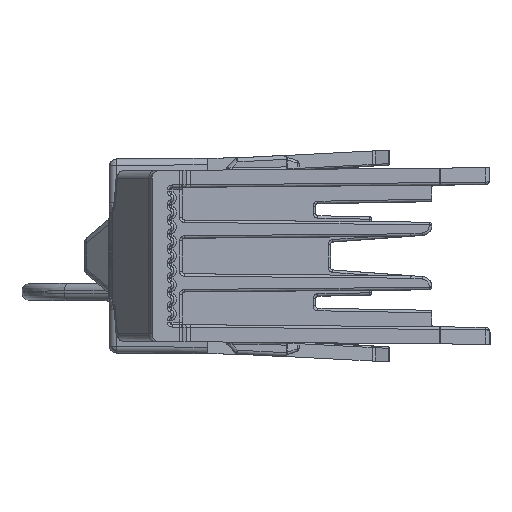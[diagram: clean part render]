
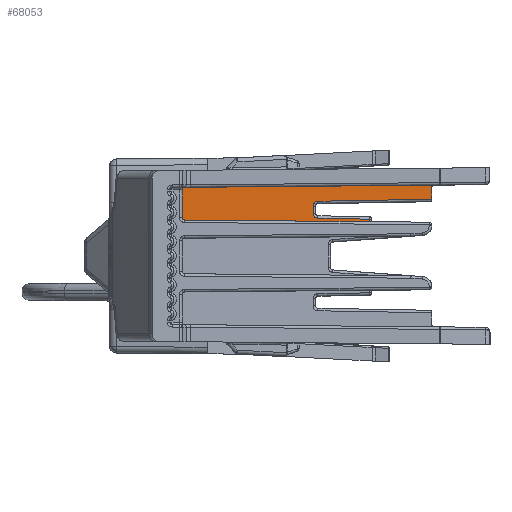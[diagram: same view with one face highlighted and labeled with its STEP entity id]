
A CAD part, left-side view. The second image highlights one B-rep face of the part: STEP entity #68053.
In plain terms, the highlighted planar face has unit normal (-1, -0.009, 0).
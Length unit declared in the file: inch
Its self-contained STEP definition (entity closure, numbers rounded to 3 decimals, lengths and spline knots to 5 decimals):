
#55 = DIRECTION ( 'NONE',  ( 0., 0., 1. ) ) ;
#678 = ORIENTED_EDGE ( 'NONE', *, *, #19415, .T. ) ;
#1049 = CARTESIAN_POINT ( 'NONE',  ( -1.66818, -0.75562, 0.14949 ) ) ;
#1794 = CARTESIAN_POINT ( 'NONE',  ( -1.66823, -0.75028, 0.21198 ) ) ;
#3489 = CARTESIAN_POINT ( 'NONE',  ( -1.66636, -0.96367, 0.14497 ) ) ;
#3999 = CARTESIAN_POINT ( 'NONE',  ( -1.67314, -0.18692, 0.14204 ) ) ;
#4818 = LINE ( 'NONE', #3999, #32408 ) ;
#5299 = EDGE_CURVE ( 'NONE', #62482, #98457, #31769, .T. ) ;
#5353 = DIRECTION ( 'NONE',  ( 0., 0., 1. ) ) ;
#6779 = VERTEX_POINT ( 'NONE', #123214 ) ;
#6863 = EDGE_CURVE ( 'NONE', #61148, #31742, #4818, .T. ) ;
#7732 = CARTESIAN_POINT ( 'NONE',  ( -1.67323, -0.17717, -0.55376 ) ) ;
#7920 = CARTESIAN_POINT ( 'NONE',  ( -1.66636, -0.96367, 0.14497 ) ) ;
#9126 = ORIENTED_EDGE ( 'NONE', *, *, #37360, .T. ) ;
#11411 = CARTESIAN_POINT ( 'NONE',  ( -1.66821, -0.75203, 0.15109 ) ) ;
#12168 = CARTESIAN_POINT ( 'NONE',  ( -1.6682, -0.75316, 0.21364 ) ) ;
#18165 = DIRECTION ( 'NONE',  ( 0.009, -1., 0. ) ) ;
#19142 = LINE ( 'NONE', #118609, #70872 ) ;
#19415 = EDGE_CURVE ( 'NONE', #56148, #96759, #47648, .T. ) ;
#20384 = LINE ( 'NONE', #97518, #126957 ) ;
#20822 = DIRECTION ( 'NONE',  ( 0., 0., -1. ) ) ;
#21874 = CARTESIAN_POINT ( 'NONE',  ( -1.66824, -0.74878, 0.15345 ) ) ;
#22637 = CARTESIAN_POINT ( 'NONE',  ( -1.66817, -0.75666, 0.21513 ) ) ;
#23616 = LINE ( 'NONE', #118175, #130145 ) ;
#23933 = LINE ( 'NONE', #3489, #103035 ) ;
#26201 = DIRECTION ( 'NONE',  ( 0.009, -1., 0.017 ) ) ;
#27550 = CARTESIAN_POINT ( 'NONE',  ( -1.66422, -1.20965, 0.22349 ) ) ;
#28334 = CARTESIAN_POINT ( 'NONE',  ( -1.66813, -0.76155, 0.21567 ) ) ;
#31742 = VERTEX_POINT ( 'NONE', #122027 ) ;
#31769 = LINE ( 'NONE', #89885, #117194 ) ;
#32198 = CARTESIAN_POINT ( 'NONE',  ( -1.6683, -0.74221, 0.19721 ) ) ;
#32326 = CARTESIAN_POINT ( 'NONE',  ( -1.66827, -0.7457, 0.15684 ) ) ;
#32408 = VECTOR ( 'NONE', #65849, 39.37008 ) ;
#32619 = CARTESIAN_POINT ( 'NONE',  ( -1.66829, -0.74278, 0.20081 ) ) ;
#33045 = CARTESIAN_POINT ( 'NONE',  ( -1.66813, -0.76155, 0.21567 ) ) ;
#36224 = EDGE_CURVE ( 'NONE', #6779, #61148, #39002, .T. ) ;
#37360 = EDGE_CURVE ( 'NONE', #95791, #132604, #23933, .T. ) ;
#39002 = LINE ( 'NONE', #61387, #118113 ) ;
#39542 = FACE_OUTER_BOUND ( 'NONE', #58488, .T. ) ;
#41388 = CARTESIAN_POINT ( 'NONE',  ( -1.66418, -1.21368, 0.27873 ) ) ;
#41938 = ORIENTED_EDGE ( 'NONE', *, *, #5299, .T. ) ;
#42545 = CARTESIAN_POINT ( 'NONE',  ( -1.66828, -0.7441, 0.15975 ) ) ;
#42872 = CARTESIAN_POINT ( 'NONE',  ( -1.66828, -0.74404, 0.20439 ) ) ;
#45304 = ORIENTED_EDGE ( 'NONE', *, *, #112880, .T. ) ;
#47648 = LINE ( 'NONE', #61903, #102641 ) ;
#52483 = CARTESIAN_POINT ( 'NONE',  ( -1.66422, -1.20965, 0.26894 ) ) ;
#52966 = CARTESIAN_POINT ( 'NONE',  ( -1.66829, -0.74266, 0.16328 ) ) ;
#53288 = CARTESIAN_POINT ( 'NONE',  ( -1.66826, -0.74606, 0.20776 ) ) ;
#56148 = VERTEX_POINT ( 'NONE', #27550 ) ;
#56926 = EDGE_CURVE ( 'NONE', #96759, #99196, #130596, .T. ) ;
#58488 = EDGE_LOOP ( 'NONE', ( #128310, #123646, #130987, #99847, #9126, #113076, #41938, #45304, #94630, #678, #118174 ) ) ;
#61022 = B_SPLINE_CURVE_WITH_KNOTS ( 'NONE', 3,
 ( #104006, #62459, #124749, #62922, #1049, #73388, #11411, #83771, #21874, #94116, #32326, #104442, #42545, #114792, #52966, #125201, #63356 ),
 .UNSPECIFIED., .F., .F.,
 ( 4, 2, 2, 2, 2, 1, 2, 2, 4 ),
 ( 0., 0.125, 0.25, 0.375, 0.5, 0.625, 0.6875, 0.75, 1. ),
 .UNSPECIFIED. ) ;
#61148 = VERTEX_POINT ( 'NONE', #119041 ) ;
#61387 = CARTESIAN_POINT ( 'NONE',  ( -1.67314, -0.18692, -0.55376 ) ) ;
#61903 = CARTESIAN_POINT ( 'NONE',  ( -1.66422, -1.20965, 0.26969 ) ) ;
#62459 = CARTESIAN_POINT ( 'NONE',  ( -1.66814, -0.76033, 0.14852 ) ) ;
#62482 = VERTEX_POINT ( 'NONE', #98864 ) ;
#62922 = CARTESIAN_POINT ( 'NONE',  ( -1.66817, -0.75674, 0.14915 ) ) ;
#63356 = CARTESIAN_POINT ( 'NONE',  ( -1.6683, -0.74221, 0.16818 ) ) ;
#63665 = CARTESIAN_POINT ( 'NONE',  ( -1.66824, -0.74877, 0.21073 ) ) ;
#64565 = AXIS2_PLACEMENT_3D ( 'NONE', #7732, #80046, #18165 ) ;
#65849 = DIRECTION ( 'NONE',  ( 0.009, -1., -0.009 ) ) ;
#67624 = CARTESIAN_POINT ( 'NONE',  ( -1.66813, -0.76155, 0.1485 ) ) ;
#68053 = ADVANCED_FACE ( 'NONE', ( #39542 ), #89921, .T. ) ;
#69614 = DIRECTION ( 'NONE',  ( 0., 0., 1. ) ) ;
#70289 = EDGE_CURVE ( 'NONE', #31742, #95791, #19142, .T. ) ;
#70872 = VECTOR ( 'NONE', #5353, 39.37008 ) ;
#73388 = CARTESIAN_POINT ( 'NONE',  ( -1.6682, -0.75319, 0.15047 ) ) ;
#74143 = CARTESIAN_POINT ( 'NONE',  ( -1.66821, -0.75198, 0.21301 ) ) ;
#75779 = DIRECTION ( 'NONE',  ( -0.009, 1., 0.017 ) ) ;
#80046 = DIRECTION ( 'NONE',  ( -1., -0.009, 0. ) ) ;
#83771 = CARTESIAN_POINT ( 'NONE',  ( -1.66823, -0.74985, 0.15256 ) ) ;
#84510 = CARTESIAN_POINT ( 'NONE',  ( -1.6682, -0.75384, 0.21396 ) ) ;
#89885 = CARTESIAN_POINT ( 'NONE',  ( -1.6683, -0.74221, -0.55376 ) ) ;
#89921 = PLANE ( 'NONE',  #64565 ) ;
#93340 = CARTESIAN_POINT ( 'NONE',  ( -1.66422, -1.20965, 0.26894 ) ) ;
#94116 = CARTESIAN_POINT ( 'NONE',  ( -1.66826, -0.74693, 0.15532 ) ) ;
#94442 = CARTESIAN_POINT ( 'NONE',  ( -1.6683, -0.74232, 0.19842 ) ) ;
#94630 = ORIENTED_EDGE ( 'NONE', *, *, #114096, .T. ) ;
#94865 = CARTESIAN_POINT ( 'NONE',  ( -1.66815, -0.75905, 0.21563 ) ) ;
#95791 = VERTEX_POINT ( 'NONE', #7920 ) ;
#96759 = VERTEX_POINT ( 'NONE', #52483 ) ;
#97518 = CARTESIAN_POINT ( 'NONE',  ( -1.66813, -0.76155, 0.21567 ) ) ;
#98457 = VERTEX_POINT ( 'NONE', #107298 ) ;
#98864 = CARTESIAN_POINT ( 'NONE',  ( -1.6683, -0.74221, 0.16818 ) ) ;
#99196 = VERTEX_POINT ( 'NONE', #112468 ) ;
#99847 = ORIENTED_EDGE ( 'NONE', *, *, #70289, .T. ) ;
#102641 = VECTOR ( 'NONE', #55, 39.37008 ) ;
#103035 = VECTOR ( 'NONE', #75779, 39.37008 ) ;
#103704 = CARTESIAN_POINT ( 'NONE',  ( -1.66413, -1.2194, 0.27878 ) ) ;
#104006 = CARTESIAN_POINT ( 'NONE',  ( -1.66813, -0.76155, 0.1485 ) ) ;
#104306 = CARTESIAN_POINT ( 'NONE',  ( -1.6683, -0.74221, 0.19599 ) ) ;
#104442 = CARTESIAN_POINT ( 'NONE',  ( -1.66828, -0.74471, 0.15856 ) ) ;
#104753 = CARTESIAN_POINT ( 'NONE',  ( -1.66829, -0.74309, 0.20194 ) ) ;
#107298 = CARTESIAN_POINT ( 'NONE',  ( -1.6683, -0.74221, 0.19599 ) ) ;
#109046 = VERTEX_POINT ( 'NONE', #28334 ) ;
#112468 = CARTESIAN_POINT ( 'NONE',  ( -1.66413, -1.2194, 0.27878 ) ) ;
#112880 = EDGE_CURVE ( 'NONE', #98457, #109046, #131461, .T. ) ;
#113076 = ORIENTED_EDGE ( 'NONE', *, *, #116000, .T. ) ;
#113150 = CARTESIAN_POINT ( 'NONE',  ( -1.66422, -1.20965, 0.27466 ) ) ;
#114070 = EDGE_CURVE ( 'NONE', #6779, #99196, #23616, .T. ) ;
#114096 = EDGE_CURVE ( 'NONE', #109046, #56148, #20384, .T. ) ;
#114792 = CARTESIAN_POINT ( 'NONE',  ( -1.66828, -0.74379, 0.16044 ) ) ;
#115080 = CARTESIAN_POINT ( 'NONE',  ( -1.66828, -0.74463, 0.20555 ) ) ;
#116000 = EDGE_CURVE ( 'NONE', #132604, #62482, #61022, .T. ) ;
#117194 = VECTOR ( 'NONE', #69614, 39.37008 ) ;
#117731 = DIRECTION ( 'NONE',  ( 0.009, -1., 0.009 ) ) ;
#118113 = VECTOR ( 'NONE', #20822, 39.37008 ) ;
#118174 = ORIENTED_EDGE ( 'NONE', *, *, #56926, .T. ) ;
#118175 = CARTESIAN_POINT ( 'NONE',  ( -1.67314, -0.18692, 0.26977 ) ) ;
#118609 = CARTESIAN_POINT ( 'NONE',  ( -1.66636, -0.96367, -0.55376 ) ) ;
#119041 = CARTESIAN_POINT ( 'NONE',  ( -1.67314, -0.18692, 0.14204 ) ) ;
#122027 = CARTESIAN_POINT ( 'NONE',  ( -1.66636, -0.96367, 0.13526 ) ) ;
#123214 = CARTESIAN_POINT ( 'NONE',  ( -1.67314, -0.18692, 0.26977 ) ) ;
#123646 = ORIENTED_EDGE ( 'NONE', *, *, #36224, .T. ) ;
#124749 = CARTESIAN_POINT ( 'NONE',  ( -1.66815, -0.75912, 0.14866 ) ) ;
#125201 = CARTESIAN_POINT ( 'NONE',  ( -1.6683, -0.74221, 0.16568 ) ) ;
#125524 = CARTESIAN_POINT ( 'NONE',  ( -1.66826, -0.74694, 0.20885 ) ) ;
#126957 = VECTOR ( 'NONE', #26201, 39.37008 ) ;
#128310 = ORIENTED_EDGE ( 'NONE', *, *, #114070, .F. ) ;
#130145 = VECTOR ( 'NONE', #117731, 39.37008 ) ;
#130596 =( BOUNDED_CURVE ( )  B_SPLINE_CURVE ( 3, ( #93340, #113150, #41388, #103704 ),
 .UNSPECIFIED., .F., .T. ) 
 B_SPLINE_CURVE_WITH_KNOTS ( ( 4, 4 ),
 ( 3.14159, 4.70366 ),
 .UNSPECIFIED. ) 
 CURVE ( )  GEOMETRIC_REPRESENTATION_ITEM ( )  RATIONAL_B_SPLINE_CURVE ( ( 1., 0.807, 0.807, 1. ) ) 
 REPRESENTATION_ITEM ( '' )  );
#130987 = ORIENTED_EDGE ( 'NONE', *, *, #6863, .T. ) ;
#131461 = B_SPLINE_CURVE_WITH_KNOTS ( 'NONE', 3,
 ( #104306, #32198, #94442, #32619, #104753, #42872, #115080, #53288, #125524, #63665, #1794, #74143, #12168, #84510, #22637, #94865, #33045 ),
 .UNSPECIFIED., .F., .F.,
 ( 4, 2, 2, 2, 2, 1, 2, 2, 4 ),
 ( 0., 0.125, 0.25, 0.375, 0.5, 0.625, 0.6875, 0.75, 1. ),
 .UNSPECIFIED. ) ;
#132604 = VERTEX_POINT ( 'NONE', #67624 ) ;
